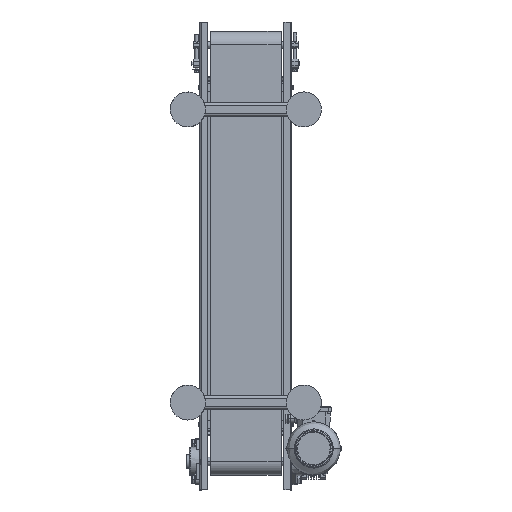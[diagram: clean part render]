
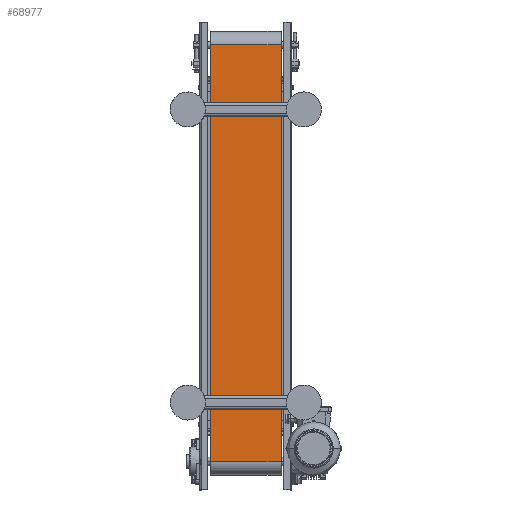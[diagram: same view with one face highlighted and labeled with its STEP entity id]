
A CAD part, front view. The second image highlights one B-rep face of the part: STEP entity #68977.
In plain terms, the highlighted free-form (B-spline) face has degree [1, 1] with [2, 2] control points.
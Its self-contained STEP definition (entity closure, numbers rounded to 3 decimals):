
#68744 = VERTEX_POINT('',#68745);
#68745 = CARTESIAN_POINT('',(75.369,-52.431,
    451.678));
#68759 = VERTEX_POINT('',#68760);
#68760 = CARTESIAN_POINT('',(-75.369,-52.431,
    451.678));
#68766 = EDGE_CURVE('',#68744,#68759,#68767,.T.);
#68767 = B_SPLINE_CURVE_WITH_KNOTS('',1,(#68768,#68769),.UNSPECIFIED.,
  .F.,.F.,(2,2),(-0.,161.),.PIECEWISE_BEZIER_KNOTS.);
#68768 = CARTESIAN_POINT('',(75.369,-52.431,
    451.678));
#68769 = CARTESIAN_POINT('',(-75.369,-52.431,
    451.678));
#68782 = VERTEX_POINT('',#68783);
#68783 = CARTESIAN_POINT('',(75.369,-52.431,
    -440.045));
#68807 = EDGE_CURVE('',#68744,#68782,#68808,.T.);
#68808 = B_SPLINE_CURVE_WITH_KNOTS('',1,(#68809,#68810),.UNSPECIFIED.,
  .F.,.F.,(2,2),(-952.425,0.),.PIECEWISE_BEZIER_KNOTS.);
#68809 = CARTESIAN_POINT('',(75.369,-52.431,
    451.678));
#68810 = CARTESIAN_POINT('',(75.369,-52.431,
    -440.045));
#68854 = VERTEX_POINT('',#68855);
#68855 = CARTESIAN_POINT('',(-75.369,-52.431,
    -440.045));
#68865 = EDGE_CURVE('',#68759,#68854,#68866,.T.);
#68866 = B_SPLINE_CURVE_WITH_KNOTS('',1,(#68867,#68868),.UNSPECIFIED.,
  .F.,.F.,(2,2),(-952.425,0.),.PIECEWISE_BEZIER_KNOTS.);
#68867 = CARTESIAN_POINT('',(-75.369,-52.431,
    451.678));
#68868 = CARTESIAN_POINT('',(-75.369,-52.431,
    -440.045));
#68932 = EDGE_CURVE('',#68782,#68854,#68933,.T.);
#68933 = B_SPLINE_CURVE_WITH_KNOTS('',1,(#68934,#68935),.UNSPECIFIED.,
  .F.,.F.,(2,2),(-0.,161.),.PIECEWISE_BEZIER_KNOTS.);
#68934 = CARTESIAN_POINT('',(75.369,-52.431,
    -440.045));
#68935 = CARTESIAN_POINT('',(-75.369,-52.431,
    -440.045));
#68977 = ADVANCED_FACE('',(#68978),#68984,.F.);
#68978 = FACE_BOUND('',#68979,.T.);
#68979 = EDGE_LOOP('',(#68980,#68981,#68982,#68983));
#68980 = ORIENTED_EDGE('',*,*,#68865,.T.);
#68981 = ORIENTED_EDGE('',*,*,#68932,.F.);
#68982 = ORIENTED_EDGE('',*,*,#68807,.F.);
#68983 = ORIENTED_EDGE('',*,*,#68766,.T.);
#68984 = B_SPLINE_SURFACE_WITH_KNOTS('',1,1,(
    (#68985,#68986)
    ,(#68987,#68988
    )),.UNSPECIFIED.,.F.,.F.,.F.,(2,2),(2,2),(-0.,952.425),(
    -161.,0.),.PIECEWISE_BEZIER_KNOTS.);
#68985 = CARTESIAN_POINT('',(-75.369,-52.431,
    -440.045));
#68986 = CARTESIAN_POINT('',(75.369,-52.431,
    -440.045));
#68987 = CARTESIAN_POINT('',(-75.369,-52.431,
    451.678));
#68988 = CARTESIAN_POINT('',(75.369,-52.431,
    451.678));
